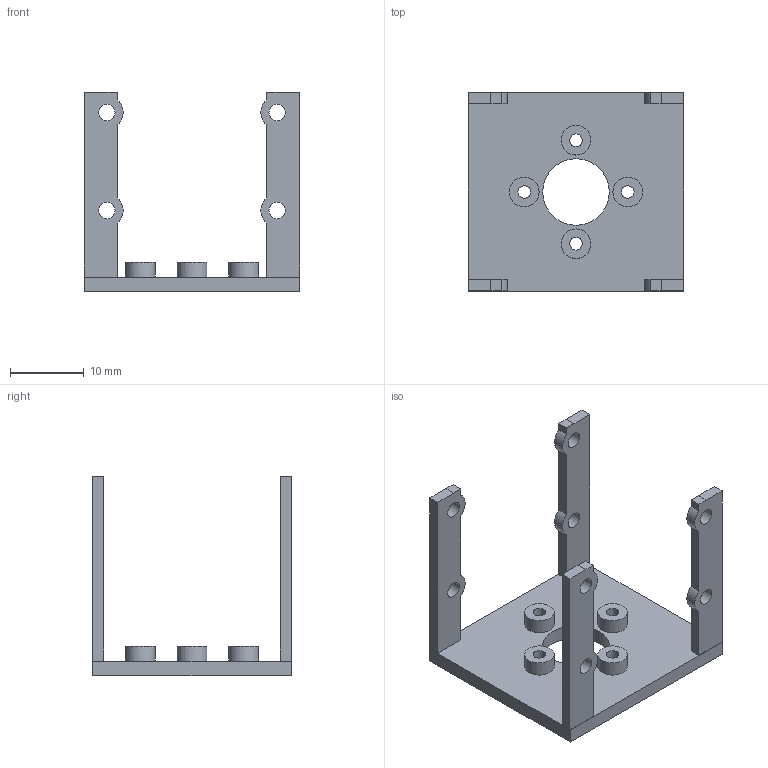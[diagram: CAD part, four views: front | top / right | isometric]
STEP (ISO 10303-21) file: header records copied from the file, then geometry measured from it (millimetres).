
FILE_DESCRIPTION(('FreeCAD Model'),'2;1');
FILE_NAME('Open CASCADE Shape Model','2024-11-13T16:38:31',(''),(''), 'Open CASCADE STEP processor 7.6','FreeCAD','Unknown');
FILE_SCHEMA(('AP242_MANAGED_MODEL_BASED_3D_ENGINEERING_MIM_LF. {1 0 10303 442 1 1 4 }'));
Length unit declared in the file: millimetre
Products named in the file (1): block
Bounding box: 29.11 x 26.88 x 27 mm (x, y, z)
Volume: 2147.4 mm3; surface area: 3135.4 mm2
Topology: 1 solids, 1 shells, 67 faces, 175 edges, 114 vertices
Faces by surface type: plane 42, cylinder 25
Full cylindrical faces by diameter (mm): 1.7 x4, 2.2 x8, 4 x4, 9 x1
Entity records: 2129 total; most frequent: DIRECTION 361, CARTESIAN_POINT 357, ORIENTED_EDGE 350, EDGE_CURVE 175, LINE 125, VECTOR 125, AXIS2_PLACEMENT_3D 118, VERTEX_POINT 114
